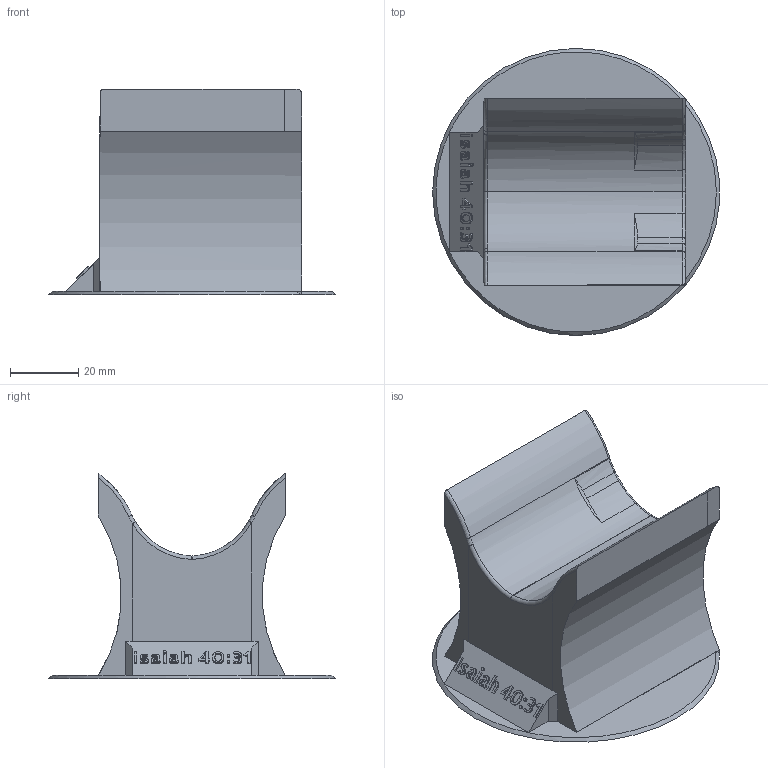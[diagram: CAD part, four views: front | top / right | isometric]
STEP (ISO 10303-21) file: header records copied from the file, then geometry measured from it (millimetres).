
FILE_DESCRIPTION(/* description */ ('STEP AP242 Edition 2','CAx-IF Rec.Pracs.---Representation and Presentation of Product Manufacturing Information (PMI)---4.0---2014-10-13','CAx-IF Rec.Pracs.---3D Tessellated Geometry---0.4---2014-09-14','2;1','CAx-IF Rec.Pracs.---User Defined Attributes---1.5---2016-08-15'),/* implementation_level */ '2;1');
FILE_NAME(/* name */ '6946cff87dc7fa738938864c',/* time_stamp */ '2025-12-20T16:34:01Z',/* author */ (''),/* organization */ (''),/* preprocessor_version */ 'ST-DEVELOPER v20',/* originating_system */ 'ONSHAPE BY PTC INC, 1.208',/* authorisation */ ' ');
FILE_SCHEMA (('AP242_MANAGED_MODEL_BASED_3D_ENGINEERING_MIM_LF { 1 0 10303 442 3 1 4 }'));
Length unit declared in the file: metre
Products named in the file (1): Stand
Bounding box: 83.87 x 84 x 60.18 mm (x, y, z)
Volume: 124080 mm3; surface area: 23607.8 mm2
Topology: 1 solids, 1 shells, 386 faces, 1066 edges, 703 vertices
Faces by surface type: cylinder 191, plane 116, bspline 63, torus 14, cone 2
Entity records: 12781 total; most frequent: CARTESIAN_POINT 2957, ORIENTED_EDGE 2132, DIRECTION 1998, EDGE_CURVE 1066, AXIS2_PLACEMENT_3D 743, VERTEX_POINT 703, LINE 512, VECTOR 512
